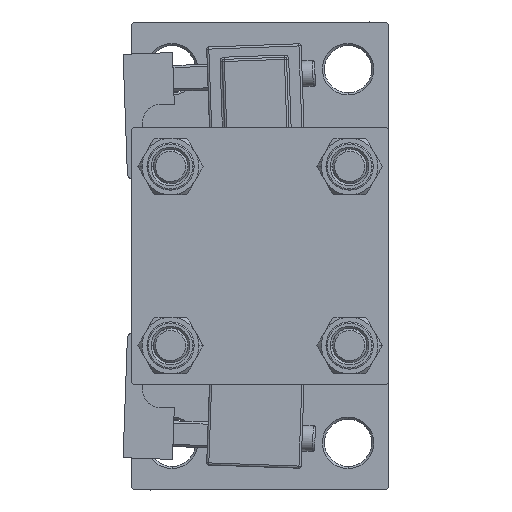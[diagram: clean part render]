
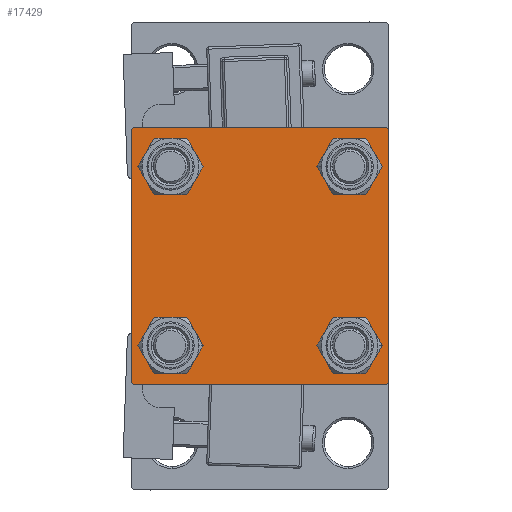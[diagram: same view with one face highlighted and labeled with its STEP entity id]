
A CAD part, left-side view. The second image highlights one B-rep face of the part: STEP entity #17429.
In plain terms, the highlighted planar face has unit normal (-1, 0, 0).
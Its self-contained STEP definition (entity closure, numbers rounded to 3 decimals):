
#2 = VERTEX_POINT ( 'NONE', #1837 ) ;
#257 = DIRECTION ( 'NONE',  ( 0., 0., 1. ) ) ;
#356 = CARTESIAN_POINT ( 'NONE',  ( 0., 20.85, -16.35 ) ) ;
#857 = VERTEX_POINT ( 'NONE', #4193 ) ;
#1076 = CARTESIAN_POINT ( 'NONE',  ( 0., -20.85, 20.85 ) ) ;
#1113 = CARTESIAN_POINT ( 'NONE',  ( 0., -20.85, -20.85 ) ) ;
#1592 = DIRECTION ( 'NONE',  ( 1., 0., 0. ) ) ;
#1821 = CIRCLE ( 'NONE', #37991, 4.5 ) ;
#1837 = CARTESIAN_POINT ( 'NONE',  ( 0., -20.85, 16.35 ) ) ;
#1961 = CARTESIAN_POINT ( 'NONE',  ( 0., 20.85, -20.85 ) ) ;
#2563 = CIRCLE ( 'NONE', #13037, 4.5 ) ;
#2992 = DIRECTION ( 'NONE',  ( 0., 0., 1. ) ) ;
#3015 = FACE_BOUND ( 'NONE', #5771, .T. ) ;
#3950 = ORIENTED_EDGE ( 'NONE', *, *, #24739, .T. ) ;
#4036 = VECTOR ( 'NONE', #6669, 1000. ) ;
#4193 = CARTESIAN_POINT ( 'NONE',  ( 0., 29.5, -30. ) ) ;
#4608 = DIRECTION ( 'NONE',  ( 0., 0., -1. ) ) ;
#4858 = AXIS2_PLACEMENT_3D ( 'NONE', #37874, #47615, #5132 ) ;
#5132 = DIRECTION ( 'NONE',  ( 0., 0., 1. ) ) ;
#5134 = EDGE_LOOP ( 'NONE', ( #7415, #45303 ) ) ;
#5570 = CARTESIAN_POINT ( 'NONE',  ( 0., 30., 29.5 ) ) ;
#5771 = EDGE_LOOP ( 'NONE', ( #29576, #10849 ) ) ;
#6536 = CARTESIAN_POINT ( 'NONE',  ( 0., -30., 29.5 ) ) ;
#6669 = DIRECTION ( 'NONE',  ( 0., 0.707, -0.707 ) ) ;
#6721 = DIRECTION ( 'NONE',  ( 0., -1., 0. ) ) ;
#6757 = DIRECTION ( 'NONE',  ( 1., 0., 0. ) ) ;
#7035 = FACE_BOUND ( 'NONE', #5134, .T. ) ;
#7361 = VECTOR ( 'NONE', #43802, 1000. ) ;
#7415 = ORIENTED_EDGE ( 'NONE', *, *, #15660, .T. ) ;
#7612 = CARTESIAN_POINT ( 'NONE',  ( 0., -29.5, -30. ) ) ;
#7803 = VERTEX_POINT ( 'NONE', #13734 ) ;
#7816 = CARTESIAN_POINT ( 'NONE',  ( 0., 20.85, 25.35 ) ) ;
#9118 = VECTOR ( 'NONE', #44298, 1000. ) ;
#9584 = EDGE_CURVE ( 'NONE', #35446, #27290, #19711, .T. ) ;
#9856 = VERTEX_POINT ( 'NONE', #7816 ) ;
#10114 = EDGE_CURVE ( 'NONE', #2, #24428, #41824, .T. ) ;
#10849 = ORIENTED_EDGE ( 'NONE', *, *, #34719, .T. ) ;
#11324 = DIRECTION ( 'NONE',  ( 0., 0., 1. ) ) ;
#11806 = LINE ( 'NONE', #38451, #48442 ) ;
#12082 = DIRECTION ( 'NONE',  ( 1., 0., 0. ) ) ;
#12202 = EDGE_CURVE ( 'NONE', #22690, #17838, #19331, .T. ) ;
#12491 = ORIENTED_EDGE ( 'NONE', *, *, #13549, .T. ) ;
#12986 = ORIENTED_EDGE ( 'NONE', *, *, #31671, .T. ) ;
#13037 = AXIS2_PLACEMENT_3D ( 'NONE', #1076, #31049, #27510 ) ;
#13490 = EDGE_CURVE ( 'NONE', #24428, #2, #2563, .T. ) ;
#13499 = VERTEX_POINT ( 'NONE', #356 ) ;
#13549 = EDGE_CURVE ( 'NONE', #9856, #31567, #33104, .T. ) ;
#13643 = CARTESIAN_POINT ( 'NONE',  ( 0., 29.75, -29.75 ) ) ;
#13734 = CARTESIAN_POINT ( 'NONE',  ( 0., -20.85, -16.35 ) ) ;
#14997 = CARTESIAN_POINT ( 'NONE',  ( 0., 29.75, 29.75 ) ) ;
#15660 = EDGE_CURVE ( 'NONE', #7803, #42658, #47610, .T. ) ;
#16320 = AXIS2_PLACEMENT_3D ( 'NONE', #1961, #36419, #24128 ) ;
#16527 = DIRECTION ( 'NONE',  ( 0., -0.707, 0.707 ) ) ;
#16994 = CARTESIAN_POINT ( 'NONE',  ( 0., -30., -29.5 ) ) ;
#17429 = ADVANCED_FACE ( 'NONE', ( #41734, #7035, #3015, #18372, #34472 ), #41484, .T. ) ;
#17740 = ORIENTED_EDGE ( 'NONE', *, *, #12202, .T. ) ;
#17838 = VERTEX_POINT ( 'NONE', #16994 ) ;
#17985 = VERTEX_POINT ( 'NONE', #30083 ) ;
#18261 = LINE ( 'NONE', #14997, #4036 ) ;
#18372 = FACE_BOUND ( 'NONE', #23487, .T. ) ;
#19331 = LINE ( 'NONE', #46459, #44276 ) ;
#19711 = LINE ( 'NONE', #24203, #28942 ) ;
#20217 = CARTESIAN_POINT ( 'NONE',  ( 0., 30., 30. ) ) ;
#21335 = ORIENTED_EDGE ( 'NONE', *, *, #39451, .T. ) ;
#22128 = CARTESIAN_POINT ( 'NONE',  ( 0., 20.85, 20.85 ) ) ;
#22362 = VERTEX_POINT ( 'NONE', #45129 ) ;
#22480 = EDGE_LOOP ( 'NONE', ( #34241, #25424 ) ) ;
#22690 = VERTEX_POINT ( 'NONE', #7612 ) ;
#23092 = CARTESIAN_POINT ( 'NONE',  ( 0., -29.5, 30. ) ) ;
#23487 = EDGE_LOOP ( 'NONE', ( #12491, #3950 ) ) ;
#24128 = DIRECTION ( 'NONE',  ( 0., 0., 1. ) ) ;
#24203 = CARTESIAN_POINT ( 'NONE',  ( 0., -29.75, 29.75 ) ) ;
#24355 = AXIS2_PLACEMENT_3D ( 'NONE', #1113, #1592, #31572 ) ;
#24428 = VERTEX_POINT ( 'NONE', #36515 ) ;
#24470 = DIRECTION ( 'NONE',  ( 0., 0., 1. ) ) ;
#24721 = LINE ( 'NONE', #28498, #7361 ) ;
#24739 = EDGE_CURVE ( 'NONE', #31567, #9856, #27764, .T. ) ;
#25424 = ORIENTED_EDGE ( 'NONE', *, *, #10114, .T. ) ;
#25662 = DIRECTION ( 'NONE',  ( -1., 0., 0. ) ) ;
#27290 = VERTEX_POINT ( 'NONE', #23092 ) ;
#27510 = DIRECTION ( 'NONE',  ( 0., 0., 1. ) ) ;
#27764 = CIRCLE ( 'NONE', #41409, 4.5 ) ;
#28034 = EDGE_CURVE ( 'NONE', #42658, #7803, #31201, .T. ) ;
#28331 = ORIENTED_EDGE ( 'NONE', *, *, #38776, .F. ) ;
#28360 = DIRECTION ( 'NONE',  ( 0., 0., 1. ) ) ;
#28498 = CARTESIAN_POINT ( 'NONE',  ( 0., 30., -30. ) ) ;
#28942 = VECTOR ( 'NONE', #39277, 1000. ) ;
#29000 = EDGE_CURVE ( 'NONE', #22362, #38104, #18261, .T. ) ;
#29576 = ORIENTED_EDGE ( 'NONE', *, *, #34654, .T. ) ;
#29818 = VECTOR ( 'NONE', #6721, 1000. ) ;
#30083 = CARTESIAN_POINT ( 'NONE',  ( 0., 20.85, -25.35 ) ) ;
#30919 = EDGE_CURVE ( 'NONE', #22362, #27290, #41924, .T. ) ;
#31049 = DIRECTION ( 'NONE',  ( 1., 0., 0. ) ) ;
#31201 = CIRCLE ( 'NONE', #43213, 4.5 ) ;
#31411 = CARTESIAN_POINT ( 'NONE',  ( 0., -20.85, -20.85 ) ) ;
#31567 = VERTEX_POINT ( 'NONE', #46603 ) ;
#31572 = DIRECTION ( 'NONE',  ( 0., 0., 1. ) ) ;
#31671 = EDGE_CURVE ( 'NONE', #857, #22690, #24721, .T. ) ;
#32761 = CARTESIAN_POINT ( 'NONE',  ( 0., 30., -29.5 ) ) ;
#33104 = CIRCLE ( 'NONE', #39508, 4.5 ) ;
#33258 = AXIS2_PLACEMENT_3D ( 'NONE', #33966, #25662, #11324 ) ;
#33966 = CARTESIAN_POINT ( 'NONE',  ( 0., 0., 0. ) ) ;
#34241 = ORIENTED_EDGE ( 'NONE', *, *, #13490, .T. ) ;
#34472 = FACE_OUTER_BOUND ( 'NONE', #37306, .T. ) ;
#34654 = EDGE_CURVE ( 'NONE', #13499, #17985, #1821, .T. ) ;
#34719 = EDGE_CURVE ( 'NONE', #17985, #13499, #39595, .T. ) ;
#34727 = CARTESIAN_POINT ( 'NONE',  ( 0., 20.85, -20.85 ) ) ;
#35446 = VERTEX_POINT ( 'NONE', #6536 ) ;
#35868 = ORIENTED_EDGE ( 'NONE', *, *, #9584, .T. ) ;
#36419 = DIRECTION ( 'NONE',  ( 1., 0., 0. ) ) ;
#36515 = CARTESIAN_POINT ( 'NONE',  ( 0., -20.85, 25.35 ) ) ;
#37306 = EDGE_LOOP ( 'NONE', ( #21335, #47896, #12986, #17740, #28331, #35868, #37604, #46340 ) ) ;
#37604 = ORIENTED_EDGE ( 'NONE', *, *, #30919, .F. ) ;
#37874 = CARTESIAN_POINT ( 'NONE',  ( 0., -20.85, 20.85 ) ) ;
#37991 = AXIS2_PLACEMENT_3D ( 'NONE', #34727, #12082, #257 ) ;
#38104 = VERTEX_POINT ( 'NONE', #5570 ) ;
#38451 = CARTESIAN_POINT ( 'NONE',  ( 0., -30., 30. ) ) ;
#38551 = CARTESIAN_POINT ( 'NONE',  ( 0., -20.85, -25.35 ) ) ;
#38776 = EDGE_CURVE ( 'NONE', #35446, #17838, #11806, .T. ) ;
#39277 = DIRECTION ( 'NONE',  ( 0., 0.707, 0.707 ) ) ;
#39451 = EDGE_CURVE ( 'NONE', #38104, #44256, #46367, .T. ) ;
#39509 = EDGE_CURVE ( 'NONE', #44256, #857, #48067, .T. ) ;
#39508 = AXIS2_PLACEMENT_3D ( 'NONE', #43556, #40025, #24470 ) ;
#39595 = CIRCLE ( 'NONE', #16320, 4.5 ) ;
#40025 = DIRECTION ( 'NONE',  ( 1., 0., 0. ) ) ;
#41409 = AXIS2_PLACEMENT_3D ( 'NONE', #22128, #6757, #2992 ) ;
#41484 = PLANE ( 'NONE',  #33258 ) ;
#41734 = FACE_BOUND ( 'NONE', #22480, .T. ) ;
#41824 = CIRCLE ( 'NONE', #4858, 4.5 ) ;
#41924 = LINE ( 'NONE', #45197, #29818 ) ;
#42459 = DIRECTION ( 'NONE',  ( 0., 0., -1. ) ) ;
#42658 = VERTEX_POINT ( 'NONE', #38551 ) ;
#42697 = DIRECTION ( 'NONE',  ( 1., 0., 0. ) ) ;
#43213 = AXIS2_PLACEMENT_3D ( 'NONE', #31411, #42697, #28360 ) ;
#43556 = CARTESIAN_POINT ( 'NONE',  ( 0., 20.85, 20.85 ) ) ;
#43802 = DIRECTION ( 'NONE',  ( 0., -1., 0. ) ) ;
#44256 = VERTEX_POINT ( 'NONE', #32761 ) ;
#44276 = VECTOR ( 'NONE', #16527, 1000. ) ;
#44298 = DIRECTION ( 'NONE',  ( 0., -0.707, -0.707 ) ) ;
#44454 = VECTOR ( 'NONE', #4608, 1000. ) ;
#45129 = CARTESIAN_POINT ( 'NONE',  ( 0., 29.5, 30. ) ) ;
#45197 = CARTESIAN_POINT ( 'NONE',  ( 0., 30., 30. ) ) ;
#45303 = ORIENTED_EDGE ( 'NONE', *, *, #28034, .T. ) ;
#46340 = ORIENTED_EDGE ( 'NONE', *, *, #29000, .T. ) ;
#46367 = LINE ( 'NONE', #20217, #44454 ) ;
#46459 = CARTESIAN_POINT ( 'NONE',  ( 0., -29.75, -29.75 ) ) ;
#46603 = CARTESIAN_POINT ( 'NONE',  ( 0., 20.85, 16.35 ) ) ;
#47610 = CIRCLE ( 'NONE', #24355, 4.5 ) ;
#47615 = DIRECTION ( 'NONE',  ( 1., 0., 0. ) ) ;
#47896 = ORIENTED_EDGE ( 'NONE', *, *, #39509, .T. ) ;
#48067 = LINE ( 'NONE', #13643, #9118 ) ;
#48442 = VECTOR ( 'NONE', #42459, 1000. ) ;
